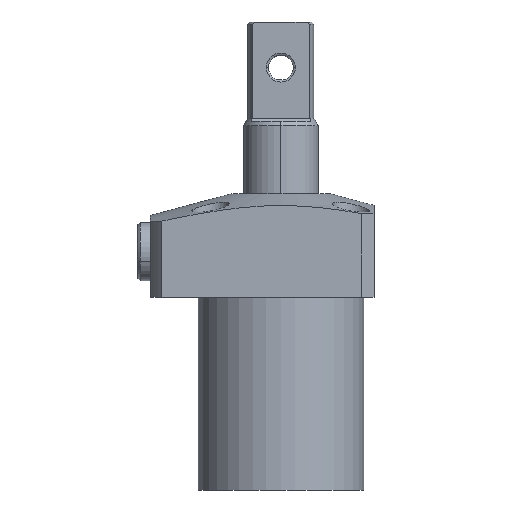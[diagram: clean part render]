
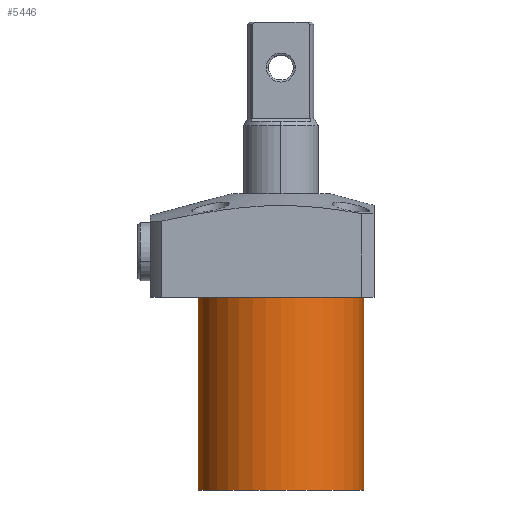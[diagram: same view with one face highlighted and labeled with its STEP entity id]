
A CAD part, front view. The second image highlights one B-rep face of the part: STEP entity #5446.
In plain terms, the highlighted cylindrical face has radius 20 mm (diameter 40 mm), a partial arc.
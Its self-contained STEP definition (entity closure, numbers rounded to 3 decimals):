
#69 = AXIS2_PLACEMENT_3D ( 'NONE', #1585, #3888, #5758 ) ;
#124 = VERTEX_POINT ( 'NONE', #5652 ) ;
#173 = AXIS2_PLACEMENT_3D ( 'NONE', #3676, #1361, #1813 ) ;
#315 = LINE ( 'NONE', #4371, #1456 ) ;
#729 = EDGE_CURVE ( 'NONE', #2761, #3385, #1961, .T. ) ;
#1076 = DIRECTION ( 'NONE',  ( 0., 0., 1. ) ) ;
#1361 = DIRECTION ( 'NONE',  ( 0., 0., 1. ) ) ;
#1456 = VECTOR ( 'NONE', #2517, 1000. ) ;
#1585 = CARTESIAN_POINT ( 'NONE',  ( 0., 0., 0. ) ) ;
#1668 = ORIENTED_EDGE ( 'NONE', *, *, #1825, .F. ) ;
#1686 = DIRECTION ( 'NONE',  ( -1., 0., 0. ) ) ;
#1748 = ORIENTED_EDGE ( 'NONE', *, *, #4944, .T. ) ;
#1813 = DIRECTION ( 'NONE',  ( 1., 0., 0. ) ) ;
#1825 = EDGE_CURVE ( 'NONE', #4372, #124, #315, .T. ) ;
#1834 = ORIENTED_EDGE ( 'NONE', *, *, #3007, .F. ) ;
#1961 = LINE ( 'NONE', #3041, #2984 ) ;
#1973 = ORIENTED_EDGE ( 'NONE', *, *, #729, .T. ) ;
#2113 = CARTESIAN_POINT ( 'NONE',  ( 20., 0., -46.5 ) ) ;
#2220 = DIRECTION ( 'NONE',  ( 0., 0., -1. ) ) ;
#2445 = FACE_OUTER_BOUND ( 'NONE', #5478, .T. ) ;
#2517 = DIRECTION ( 'NONE',  ( 0., 0., 1. ) ) ;
#2761 = VERTEX_POINT ( 'NONE', #2113 ) ;
#2947 = CIRCLE ( 'NONE', #69, 20. ) ;
#2984 = VECTOR ( 'NONE', #1076, 1000. ) ;
#3007 = EDGE_CURVE ( 'NONE', #2761, #4372, #4411, .T. ) ;
#3041 = CARTESIAN_POINT ( 'NONE',  ( 20., 0., -46.5 ) ) ;
#3385 = VERTEX_POINT ( 'NONE', #5055 ) ;
#3567 = CARTESIAN_POINT ( 'NONE',  ( -20., 0., -46.5 ) ) ;
#3676 = CARTESIAN_POINT ( 'NONE',  ( 0., 0., -46.5 ) ) ;
#3888 = DIRECTION ( 'NONE',  ( 0., 0., -1. ) ) ;
#4086 = CARTESIAN_POINT ( 'NONE',  ( 0., 0., -46.5 ) ) ;
#4371 = CARTESIAN_POINT ( 'NONE',  ( -20., 0., -46.5 ) ) ;
#4372 = VERTEX_POINT ( 'NONE', #3567 ) ;
#4411 = CIRCLE ( 'NONE', #5320, 20. ) ;
#4683 = CYLINDRICAL_SURFACE ( 'NONE', #173, 20. ) ;
#4944 = EDGE_CURVE ( 'NONE', #3385, #124, #2947, .T. ) ;
#5055 = CARTESIAN_POINT ( 'NONE',  ( 20., 0., 0. ) ) ;
#5320 = AXIS2_PLACEMENT_3D ( 'NONE', #4086, #2220, #1686 ) ;
#5446 = ADVANCED_FACE ( 'NONE', ( #2445 ), #4683, .T. ) ;
#5478 = EDGE_LOOP ( 'NONE', ( #1668, #1834, #1973, #1748 ) ) ;
#5652 = CARTESIAN_POINT ( 'NONE',  ( -20., 0., 0. ) ) ;
#5758 = DIRECTION ( 'NONE',  ( 1., 0., 0. ) ) ;
